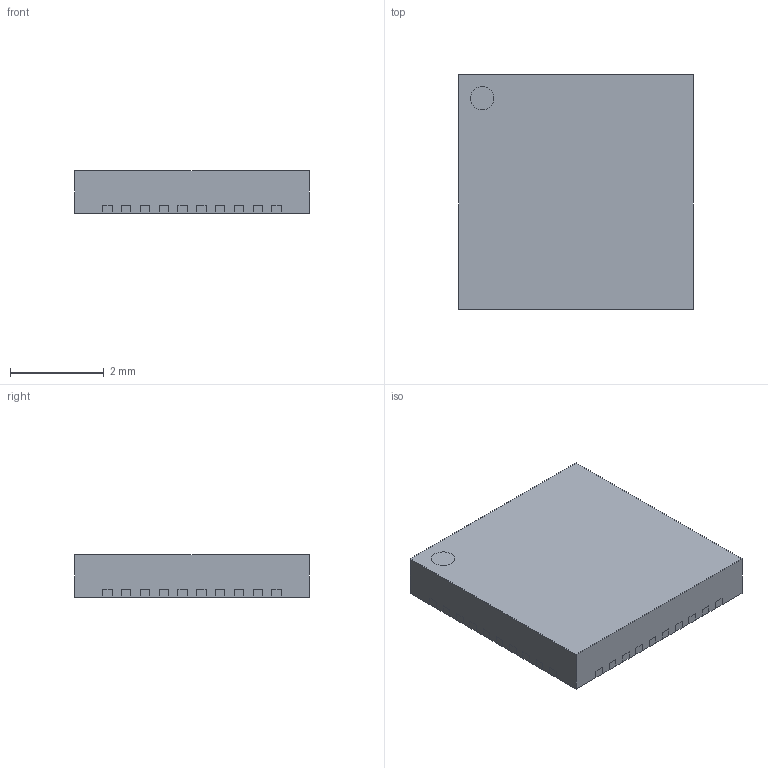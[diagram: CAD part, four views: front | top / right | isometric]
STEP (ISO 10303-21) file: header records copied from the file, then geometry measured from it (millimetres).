
FILE_DESCRIPTION(/* description */ ('model of VQFN-40-1EP_5x5mm_P0.4mm_EP3.7x3.7mm'),/* implementation_level */ '2;1');
FILE_NAME(/* name */ 'VQFN-40-1EP_5x5mm_P0.4mm_EP3.7x3.7mm.step',/* time_stamp */ '1970-01-01T00:00:00',/* author */ ('KiCAD','kicad'),/* organization */ ('OCCT'),/* preprocessor_version */ '',/* originating_system */ 'KiCAD',/* authorisation */ '');
FILE_SCHEMA(('AUTOMOTIVE_DESIGN { 1 0 10303 214 1 1 1 1 }'));
Length unit declared in the file: millimetre
Products named in the file (1): VQFN-40-1EP_5x5mm_P0.4mm_EP3.7x3.7mm
Bounding box: 5 x 5 x 0.9 mm (x, y, z)
Volume: 22.5 mm3; surface area: 68 mm2
Topology: 1 solids, 1 shells, 88 faces, 337 edges, 253 vertices
Faces by surface type: plane 88
Entity records: 2471 total; most frequent: ORIENTED_EDGE 588, EDGE_CURVE 337, CARTESIAN_POINT 336, LINE 256, VERTEX_POINT 253, AXIS2_PLACEMENT_3D 130, FACE_BOUND 90, EDGE_LOOP 90
